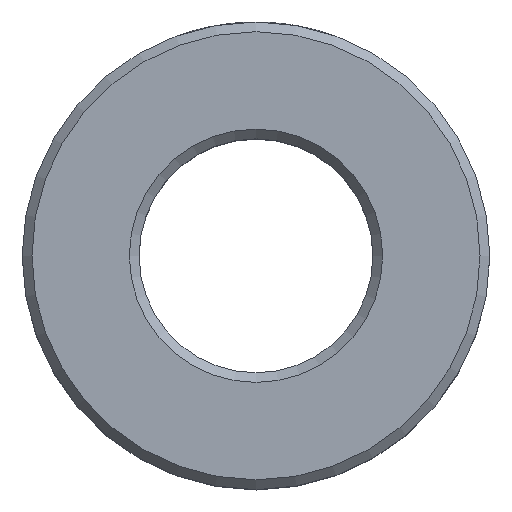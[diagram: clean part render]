
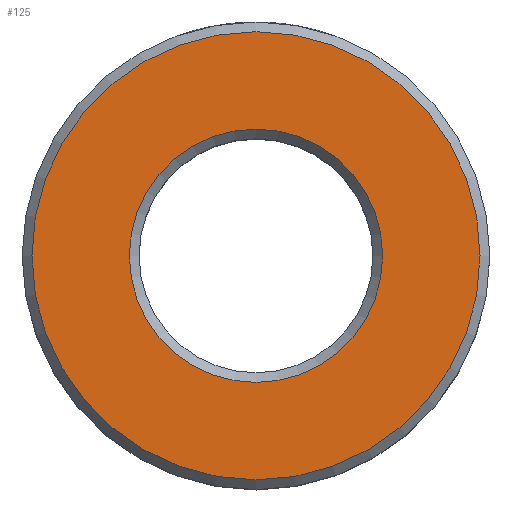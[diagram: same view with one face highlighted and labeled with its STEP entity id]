
A CAD part, top view. The second image highlights one B-rep face of the part: STEP entity #125.
In plain terms, the highlighted planar face has unit normal (0, 0, 1).
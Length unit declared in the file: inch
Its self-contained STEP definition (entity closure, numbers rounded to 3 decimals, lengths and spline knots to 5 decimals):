
#16=PLANE('',#143);
#27=CIRCLE('',#142,0.20313);
#28=CIRCLE('',#144,0.35938);
#37=FACE_BOUND('',#64,.T.);
#46=FACE_OUTER_BOUND('',#63,.T.);
#63=EDGE_LOOP('',(#110));
#64=EDGE_LOOP('',(#111));
#81=VERTEX_POINT('',#276);
#82=VERTEX_POINT('',#279);
#92=EDGE_CURVE('',#81,#81,#27,.T.);
#93=EDGE_CURVE('',#82,#82,#28,.T.);
#110=ORIENTED_EDGE('',*,*,#93,.F.);
#111=ORIENTED_EDGE('',*,*,#92,.F.);
#125=ADVANCED_FACE('',(#46,#37),#16,.F.);
#142=AXIS2_PLACEMENT_3D('',#277,#173,#174);
#143=AXIS2_PLACEMENT_3D('',#278,#175,#176);
#144=AXIS2_PLACEMENT_3D('',#280,#177,#178);
#173=DIRECTION('center_axis',(0.,0.,1.));
#174=DIRECTION('ref_axis',(-1.,0.,0.));
#175=DIRECTION('center_axis',(0.,0.,-1.));
#176=DIRECTION('ref_axis',(-1.,0.,0.));
#177=DIRECTION('center_axis',(0.,0.,-1.));
#178=DIRECTION('ref_axis',(-1.,0.,0.));
#276=CARTESIAN_POINT('',(0.20313,0.,0.));
#277=CARTESIAN_POINT('Origin',(0.,0.,0.));
#278=CARTESIAN_POINT('Origin',(0.,0.,0.));
#279=CARTESIAN_POINT('',(0.35938,0.,0.));
#280=CARTESIAN_POINT('Origin',(0.,0.,0.));
